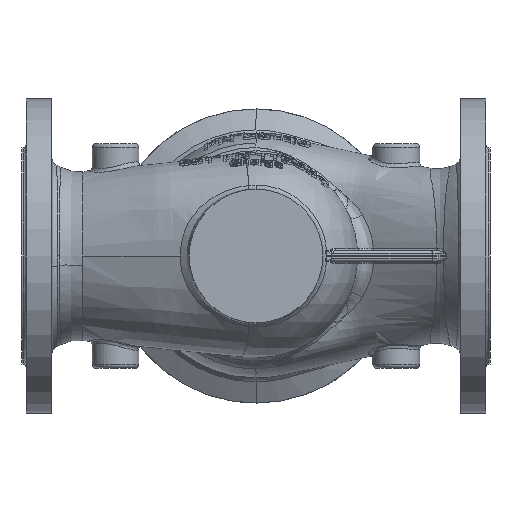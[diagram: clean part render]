
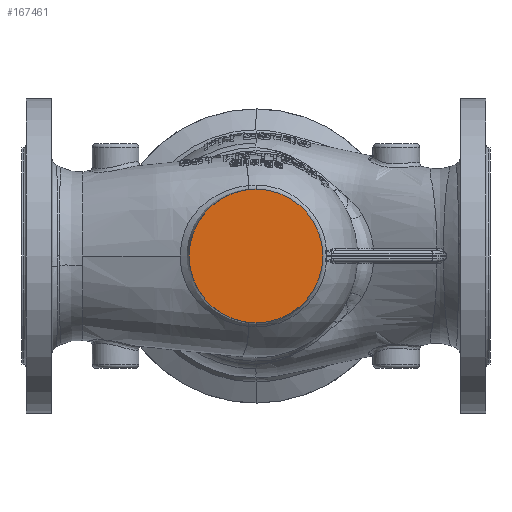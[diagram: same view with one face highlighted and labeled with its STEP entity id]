
A CAD part, front view. The second image highlights one B-rep face of the part: STEP entity #167461.
In plain terms, the highlighted planar face has unit normal (0, -1, 0).
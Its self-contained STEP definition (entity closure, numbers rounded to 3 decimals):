
#1940 = CARTESIAN_POINT ( 'NONE',  ( 0., -145., 50. ) ) ;
#17586 = VERTEX_POINT ( 'NONE', #218338 ) ;
#20089 = DIRECTION ( 'NONE',  ( 0., 0., -1. ) ) ;
#24437 = VERTEX_POINT ( 'NONE', #1940 ) ;
#65141 = CARTESIAN_POINT ( 'NONE',  ( 0., -145., 0. ) ) ;
#68637 = CIRCLE ( 'NONE', #159094, 50. ) ;
#82935 = DIRECTION ( 'NONE',  ( 0., 0., 1. ) ) ;
#87719 = DIRECTION ( 'NONE',  ( 0., 1., 0. ) ) ;
#108155 = PLANE ( 'NONE',  #112753 ) ;
#110878 = EDGE_LOOP ( 'NONE', ( #169270, #167984 ) ) ;
#112753 = AXIS2_PLACEMENT_3D ( 'NONE', #213968, #125921, #20089 ) ;
#113480 = AXIS2_PLACEMENT_3D ( 'NONE', #193570, #87719, #211325 ) ;
#125921 = DIRECTION ( 'NONE',  ( 0., -1., 0. ) ) ;
#133579 = FACE_OUTER_BOUND ( 'NONE', #110878, .T. ) ;
#141770 = EDGE_CURVE ( 'NONE', #24437, #17586, #183835, .T. ) ;
#159094 = AXIS2_PLACEMENT_3D ( 'NONE', #65141, #188754, #82935 ) ;
#167461 = ADVANCED_FACE ( 'NONE', ( #133579 ), #108155, .T. ) ;
#167984 = ORIENTED_EDGE ( 'NONE', *, *, #141770, .F. ) ;
#169270 = ORIENTED_EDGE ( 'NONE', *, *, #180840, .F. ) ;
#180840 = EDGE_CURVE ( 'NONE', #17586, #24437, #68637, .T. ) ;
#183835 = CIRCLE ( 'NONE', #113480, 50. ) ;
#188754 = DIRECTION ( 'NONE',  ( 0., 1., 0. ) ) ;
#193570 = CARTESIAN_POINT ( 'NONE',  ( 0., -145., 0. ) ) ;
#211325 = DIRECTION ( 'NONE',  ( 0., 0., 1. ) ) ;
#213968 = CARTESIAN_POINT ( 'NONE',  ( -50., -145., 0. ) ) ;
#218338 = CARTESIAN_POINT ( 'NONE',  ( 0., -145., -50. ) ) ;
